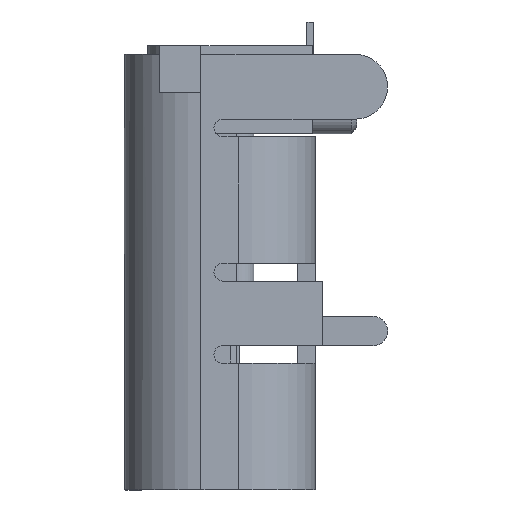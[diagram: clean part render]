
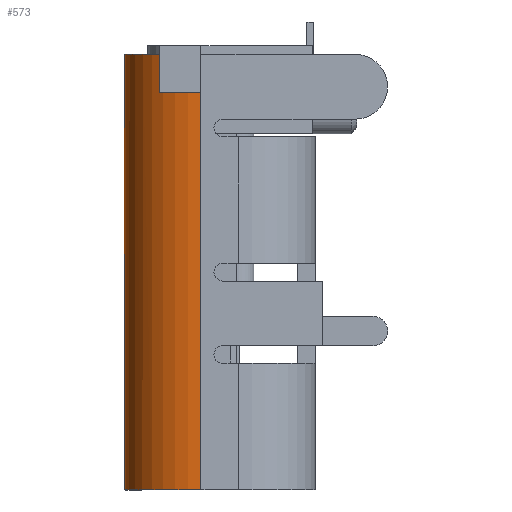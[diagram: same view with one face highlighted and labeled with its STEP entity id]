
A CAD part, left-side view. The second image highlights one B-rep face of the part: STEP entity #573.
In plain terms, the highlighted cylindrical face has radius 1.3 mm (diameter 2.6 mm), a partial arc.
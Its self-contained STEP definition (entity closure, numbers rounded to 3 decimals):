
#573=ADVANCED_FACE('',(#3881),#3883,.T.);
#3881=FACE_BOUND('',#3882,.T.);
#3882=EDGE_LOOP('',(#6588,#6589,#6590,#6591,#6592,#6593));
#3883=CYLINDRICAL_SURFACE('',#3884,1.3);
#3884=AXIS2_PLACEMENT_3D('',#3885,#3886,#3887);
#3885=CARTESIAN_POINT('',(-3.17,1.9,-0.2));
#3886=DIRECTION('',(0.,0.,-1.));
#3887=DIRECTION('',(0.,1.,0.));
#6588=ORIENTED_EDGE('',*,*,#8543,.F.);
#6589=ORIENTED_EDGE('',*,*,#8544,.T.);
#6590=ORIENTED_EDGE('',*,*,#8545,.T.);
#6591=ORIENTED_EDGE('',*,*,#8546,.T.);
#6592=ORIENTED_EDGE('',*,*,#8223,.T.);
#6593=ORIENTED_EDGE('',*,*,#8547,.T.);
#8223=EDGE_CURVE('',#9261,#9259,#9262,.T.);
#8543=EDGE_CURVE('',#9833,#9834,#9835,.T.);
#8544=EDGE_CURVE('',#9833,#9836,#9837,.T.);
#8545=EDGE_CURVE('',#9836,#9838,#9839,.T.);
#8546=EDGE_CURVE('',#9838,#9261,#9840,.T.);
#8547=EDGE_CURVE('',#9259,#9834,#9841,.T.);
#9259=VERTEX_POINT('',#10951);
#9261=VERTEX_POINT('',#10955);
#9262=LINE('',#10956,#10957);
#9833=VERTEX_POINT('',#12236);
#9834=VERTEX_POINT('',#12237);
#9835=LINE('',#12238,#12239);
#9836=VERTEX_POINT('',#12241);
#9837=CIRCLE('',#12242,1.3);
#9838=VERTEX_POINT('',#12246);
#9839=LINE('',#12247,#12248);
#9840=CIRCLE('',#12250,1.3);
#9841=CIRCLE('',#12254,1.3);
#10951=CARTESIAN_POINT('',(-3.17,3.2,-6.35));
#10955=CARTESIAN_POINT('',(-3.17,3.2,-0.2));
#10956=CARTESIAN_POINT('',(-3.17,3.2,-0.2));
#10957=VECTOR('',#10958,1.);
#10958=DIRECTION('',(0.,0.,-1.));
#12236=CARTESIAN_POINT('',(-4.47,1.9,1.05));
#12237=CARTESIAN_POINT('',(-4.47,1.9,-6.35));
#12238=CARTESIAN_POINT('',(-4.47,1.9,1.05));
#12239=VECTOR('',#12240,1.);
#12240=DIRECTION('',(0.,0.,-1.));
#12241=CARTESIAN_POINT('',(-3.205,3.2,1.05));
#12242=AXIS2_PLACEMENT_3D('',#12243,#12244,#12245);
#12243=CARTESIAN_POINT('',(-3.17,1.9,1.05));
#12244=DIRECTION('',(0.,0.,-1.));
#12245=DIRECTION('',(-1.,0.,0.));
#12246=CARTESIAN_POINT('',(-3.205,3.2,-0.2));
#12247=CARTESIAN_POINT('',(-3.205,3.2,1.05));
#12248=VECTOR('',#12249,1.);
#12249=DIRECTION('',(0.,0.,-1.));
#12250=AXIS2_PLACEMENT_3D('',#12251,#12252,#12253);
#12251=CARTESIAN_POINT('',(-3.17,1.9,-0.2));
#12252=DIRECTION('',(0.,0.,-1.));
#12253=DIRECTION('',(-0.027,1.,0.));
#12254=AXIS2_PLACEMENT_3D('',#12255,#12256,#12257);
#12255=CARTESIAN_POINT('',(-3.17,1.9,-6.35));
#12256=DIRECTION('',(0.,0.,1.));
#12257=DIRECTION('',(0.,1.,0.));
